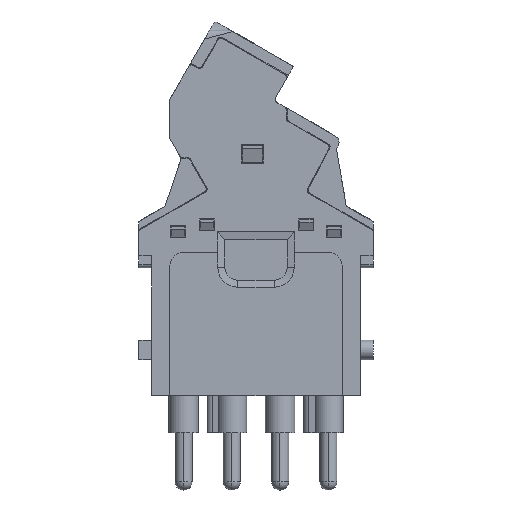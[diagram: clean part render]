
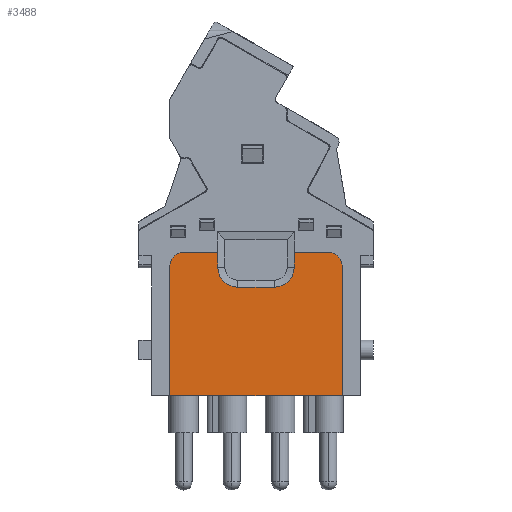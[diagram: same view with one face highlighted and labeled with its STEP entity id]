
A CAD part, left-side view. The second image highlights one B-rep face of the part: STEP entity #3488.
In plain terms, the highlighted planar face has unit normal (-1, 0, 0).
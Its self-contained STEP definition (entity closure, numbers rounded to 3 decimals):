
#3404=AXIS2_PLACEMENT_3D('Plane Axis2P3D',#3401,#3402,#3403) ;
#3417=AXIS2_PLACEMENT_3D('Circle Axis2P3D',#3415,#3416,$) ;
#3429=AXIS2_PLACEMENT_3D('Circle Axis2P3D',#3427,#3428,$) ;
#3450=AXIS2_PLACEMENT_3D('Circle Axis2P3D',#3448,#3449,$) ;
#3464=AXIS2_PLACEMENT_3D('Circle Axis2P3D',#3462,#3463,$) ;
#583=CARTESIAN_POINT('Vertex',(0.02,4.5,13.7)) ;
#586=CARTESIAN_POINT('Line Origine',(0.02,17.,13.7)) ;
#590=CARTESIAN_POINT('Vertex',(0.02,29.5,13.7)) ;
#3386=CARTESIAN_POINT('Vertex',(0.02,4.5,32.45)) ;
#3389=CARTESIAN_POINT('Line Origine',(0.02,4.5,23.075)) ;
#3401=CARTESIAN_POINT('Axis2P3D Location',(0.02,17.,31.5)) ;
#3406=CARTESIAN_POINT('Line Origine',(0.02,25.018,34.45)) ;
#3410=CARTESIAN_POINT('Vertex',(0.02,22.537,34.45)) ;
#3412=CARTESIAN_POINT('Vertex',(0.02,27.5,34.45)) ;
#3415=CARTESIAN_POINT('Axis2P3D Location',(0.02,27.5,32.45)) ;
#3419=CARTESIAN_POINT('Vertex',(0.02,29.5,32.45)) ;
#3422=CARTESIAN_POINT('Line Origine',(0.02,29.5,23.075)) ;
#3427=CARTESIAN_POINT('Axis2P3D Location',(0.02,6.5,32.45)) ;
#3431=CARTESIAN_POINT('Vertex',(0.02,6.5,34.45)) ;
#3434=CARTESIAN_POINT('Line Origine',(0.02,8.982,34.45)) ;
#3438=CARTESIAN_POINT('Vertex',(0.02,11.463,34.45)) ;
#3441=CARTESIAN_POINT('Line Origine',(0.02,11.463,33.375)) ;
#3445=CARTESIAN_POINT('Vertex',(0.02,11.463,32.3)) ;
#3448=CARTESIAN_POINT('Axis2P3D Location',(0.02,14.35,32.3)) ;
#3452=CARTESIAN_POINT('Vertex',(0.02,14.35,29.413)) ;
#3455=CARTESIAN_POINT('Line Origine',(0.02,17.,29.413)) ;
#3459=CARTESIAN_POINT('Vertex',(0.02,19.65,29.413)) ;
#3462=CARTESIAN_POINT('Axis2P3D Location',(0.02,19.65,32.3)) ;
#3466=CARTESIAN_POINT('Vertex',(0.02,22.537,32.3)) ;
#3469=CARTESIAN_POINT('Line Origine',(0.02,22.537,33.375)) ;
#587=DIRECTION('Vector Direction',(0.,1.,0.)) ;
#3390=DIRECTION('Vector Direction',(0.,0.,1.)) ;
#3402=DIRECTION('Axis2P3D Direction',(-1.,0.,0.)) ;
#3403=DIRECTION('Axis2P3D XDirection',(0.,-1.,0.)) ;
#3407=DIRECTION('Vector Direction',(0.,-1.,0.)) ;
#3416=DIRECTION('Axis2P3D Direction',(-1.,0.,0.)) ;
#3423=DIRECTION('Vector Direction',(0.,0.,-1.)) ;
#3428=DIRECTION('Axis2P3D Direction',(-1.,0.,0.)) ;
#3435=DIRECTION('Vector Direction',(0.,-1.,0.)) ;
#3442=DIRECTION('Vector Direction',(0.,0.,1.)) ;
#3449=DIRECTION('Axis2P3D Direction',(-1.,0.,0.)) ;
#3456=DIRECTION('Vector Direction',(0.,1.,0.)) ;
#3463=DIRECTION('Axis2P3D Direction',(-1.,0.,0.)) ;
#3470=DIRECTION('Vector Direction',(0.,0.,1.)) ;
#588=VECTOR('Line Direction',#587,1.) ;
#3391=VECTOR('Line Direction',#3390,1.) ;
#3408=VECTOR('Line Direction',#3407,1.) ;
#3424=VECTOR('Line Direction',#3423,1.) ;
#3436=VECTOR('Line Direction',#3435,1.) ;
#3443=VECTOR('Line Direction',#3442,1.) ;
#3457=VECTOR('Line Direction',#3456,1.) ;
#3471=VECTOR('Line Direction',#3470,1.) ;
#3475=ORIENTED_EDGE('',*,*,#3414,.T.) ;
#3476=ORIENTED_EDGE('',*,*,#3421,.T.) ;
#3477=ORIENTED_EDGE('',*,*,#3426,.T.) ;
#3478=ORIENTED_EDGE('',*,*,#592,.T.) ;
#3479=ORIENTED_EDGE('',*,*,#3393,.T.) ;
#3480=ORIENTED_EDGE('',*,*,#3433,.T.) ;
#3481=ORIENTED_EDGE('',*,*,#3440,.T.) ;
#3482=ORIENTED_EDGE('',*,*,#3447,.F.) ;
#3483=ORIENTED_EDGE('',*,*,#3454,.F.) ;
#3484=ORIENTED_EDGE('',*,*,#3461,.T.) ;
#3485=ORIENTED_EDGE('',*,*,#3468,.F.) ;
#3486=ORIENTED_EDGE('',*,*,#3473,.T.) ;
#3488=ADVANCED_FACE('Hauptk\X2\00F6\X0\rper',(#3487),#3405,.T.) ;
#3418=CIRCLE('generated circle',#3417,2.) ;
#3430=CIRCLE('generated circle',#3429,2.) ;
#3451=CIRCLE('generated circle',#3450,2.887) ;
#3465=CIRCLE('generated circle',#3464,2.887) ;
#592=EDGE_CURVE('',#591,#584,#589,.F.) ;
#3393=EDGE_CURVE('',#584,#3387,#3392,.T.) ;
#3414=EDGE_CURVE('',#3411,#3413,#3409,.F.) ;
#3421=EDGE_CURVE('',#3413,#3420,#3418,.T.) ;
#3426=EDGE_CURVE('',#3420,#591,#3425,.T.) ;
#3433=EDGE_CURVE('',#3387,#3432,#3430,.T.) ;
#3440=EDGE_CURVE('',#3432,#3439,#3437,.F.) ;
#3447=EDGE_CURVE('',#3446,#3439,#3444,.T.) ;
#3454=EDGE_CURVE('',#3453,#3446,#3451,.T.) ;
#3461=EDGE_CURVE('',#3453,#3460,#3458,.T.) ;
#3468=EDGE_CURVE('',#3467,#3460,#3465,.T.) ;
#3473=EDGE_CURVE('',#3467,#3411,#3472,.T.) ;
#3474=EDGE_LOOP('',(#3475,#3476,#3477,#3478,#3479,#3480,#3481,#3482,#3483,#3484,#3485,#3486)) ;
#3487=FACE_OUTER_BOUND('',#3474,.T.) ;
#589=LINE('Line',#586,#588) ;
#3392=LINE('Line',#3389,#3391) ;
#3409=LINE('Line',#3406,#3408) ;
#3425=LINE('Line',#3422,#3424) ;
#3437=LINE('Line',#3434,#3436) ;
#3444=LINE('Line',#3441,#3443) ;
#3458=LINE('Line',#3455,#3457) ;
#3472=LINE('Line',#3469,#3471) ;
#3405=PLANE('',#3404) ;
#584=VERTEX_POINT('',#583) ;
#591=VERTEX_POINT('',#590) ;
#3387=VERTEX_POINT('',#3386) ;
#3411=VERTEX_POINT('',#3410) ;
#3413=VERTEX_POINT('',#3412) ;
#3420=VERTEX_POINT('',#3419) ;
#3432=VERTEX_POINT('',#3431) ;
#3439=VERTEX_POINT('',#3438) ;
#3446=VERTEX_POINT('',#3445) ;
#3453=VERTEX_POINT('',#3452) ;
#3460=VERTEX_POINT('',#3459) ;
#3467=VERTEX_POINT('',#3466) ;
